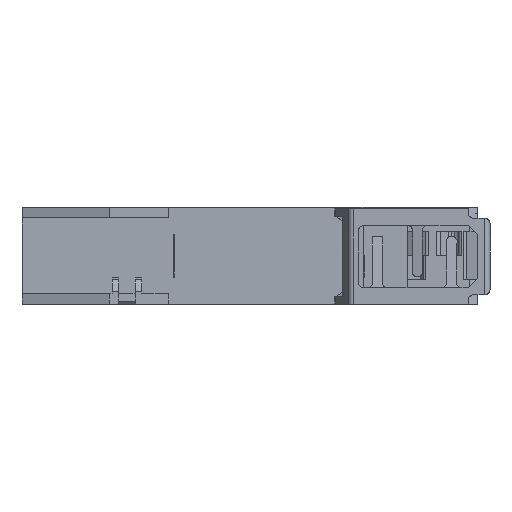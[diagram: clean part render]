
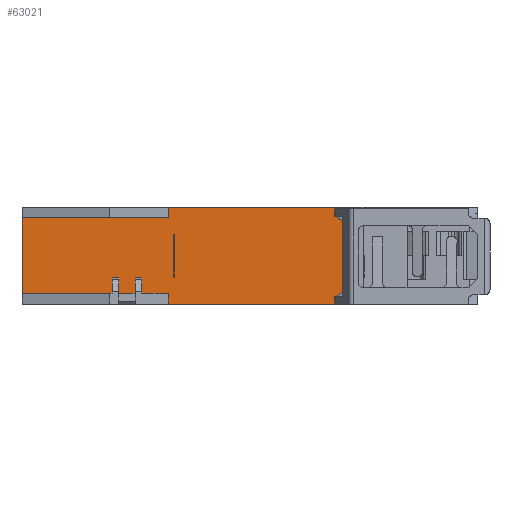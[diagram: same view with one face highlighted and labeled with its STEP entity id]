
A CAD part, front view. The second image highlights one B-rep face of the part: STEP entity #63021.
In plain terms, the highlighted planar face has unit normal (0, -1, 0).
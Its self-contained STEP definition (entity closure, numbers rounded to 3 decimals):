
#1395=LINE('',#86051,#8559);
#1724=LINE('',#87409,#8888);
#2299=LINE('',#88764,#9463);
#2962=LINE('',#91152,#10126);
#5805=LINE('',#111376,#12969);
#5807=LINE('',#111380,#12971);
#5808=LINE('',#111382,#12972);
#5809=LINE('',#111384,#12973);
#5810=LINE('',#111386,#12974);
#5811=LINE('',#111388,#12975);
#5812=LINE('',#111390,#12976);
#5813=LINE('',#111392,#12977);
#5814=LINE('',#111394,#12978);
#5815=LINE('',#111396,#12979);
#5816=LINE('',#111397,#12980);
#5817=LINE('',#111398,#12981);
#5818=LINE('',#111401,#12982);
#5819=LINE('',#111403,#12983);
#5820=LINE('',#111405,#12984);
#5821=LINE('',#111406,#12985);
#8559=VECTOR('',#69407,35.3);
#8888=VECTOR('',#70128,17.8);
#9463=VECTOR('',#71001,35.3);
#10126=VECTOR('',#72376,13.8);
#12969=VECTOR('',#79289,2.);
#12971=VECTOR('',#79293,16.45);
#12972=VECTOR('',#79294,2.858);
#12973=VECTOR('',#79295,1.2);
#12974=VECTOR('',#79296,2.858);
#12975=VECTOR('',#79297,3.);
#12976=VECTOR('',#79298,2.858);
#12977=VECTOR('',#79299,1.2);
#12978=VECTOR('',#79300,2.858);
#12979=VECTOR('',#79301,2.1);
#12980=VECTOR('',#79302,2.);
#12981=VECTOR('',#79303,23.95);
#12982=VECTOR('',#79304,0.2);
#12983=VECTOR('',#79305,7.8);
#12984=VECTOR('',#79306,0.2);
#12985=VECTOR('',#79307,7.8);
#16974=PLANE('',#67356);
#18179=FACE_BOUND('',#23572,.T.);
#20117=FACE_OUTER_BOUND('',#23571,.T.);
#23571=EDGE_LOOP('',(#53075,#53076,#53077,#53078,#53079,#53080,#53081,#53082,
#53083,#53084,#53085,#53086,#53087,#53088,#53089,#53090));
#23572=EDGE_LOOP('',(#53091,#53092,#53093,#53094));
#26965=VERTEX_POINT('',#86048);
#26966=VERTEX_POINT('',#86050);
#27282=VERTEX_POINT('',#87408);
#27895=VERTEX_POINT('',#88763);
#28501=VERTEX_POINT('',#91149);
#28502=VERTEX_POINT('',#91151);
#30795=VERTEX_POINT('',#111375);
#30796=VERTEX_POINT('',#111379);
#30797=VERTEX_POINT('',#111381);
#30798=VERTEX_POINT('',#111383);
#30799=VERTEX_POINT('',#111385);
#30800=VERTEX_POINT('',#111387);
#30801=VERTEX_POINT('',#111389);
#30802=VERTEX_POINT('',#111391);
#30803=VERTEX_POINT('',#111393);
#30804=VERTEX_POINT('',#111395);
#30805=VERTEX_POINT('',#111399);
#30806=VERTEX_POINT('',#111400);
#30807=VERTEX_POINT('',#111402);
#30808=VERTEX_POINT('',#111404);
#33015=EDGE_CURVE('',#26965,#26966,#1395,.T.);
#33440=EDGE_CURVE('',#27282,#26966,#1724,.T.);
#34120=EDGE_CURVE('',#27895,#27282,#2299,.T.);
#34955=EDGE_CURVE('',#28501,#28502,#2962,.T.);
#38674=EDGE_CURVE('',#26965,#30795,#5805,.T.);
#38676=EDGE_CURVE('',#28501,#30796,#5807,.T.);
#38677=EDGE_CURVE('',#30796,#30797,#5808,.T.);
#38678=EDGE_CURVE('',#30797,#30798,#5809,.T.);
#38679=EDGE_CURVE('',#30799,#30798,#5810,.T.);
#38680=EDGE_CURVE('',#30799,#30800,#5811,.T.);
#38681=EDGE_CURVE('',#30801,#30800,#5812,.T.);
#38682=EDGE_CURVE('',#30802,#30801,#5813,.T.);
#38683=EDGE_CURVE('',#30802,#30803,#5814,.T.);
#38684=EDGE_CURVE('',#30803,#30804,#5815,.T.);
#38685=EDGE_CURVE('',#30804,#27895,#5816,.T.);
#38686=EDGE_CURVE('',#28502,#30795,#5817,.T.);
#38687=EDGE_CURVE('',#30805,#30806,#5818,.T.);
#38688=EDGE_CURVE('',#30807,#30805,#5819,.T.);
#38689=EDGE_CURVE('',#30808,#30807,#5820,.T.);
#38690=EDGE_CURVE('',#30806,#30808,#5821,.T.);
#53075=ORIENTED_EDGE('',*,*,#34955,.F.);
#53076=ORIENTED_EDGE('',*,*,#38676,.T.);
#53077=ORIENTED_EDGE('',*,*,#38677,.T.);
#53078=ORIENTED_EDGE('',*,*,#38678,.T.);
#53079=ORIENTED_EDGE('',*,*,#38679,.F.);
#53080=ORIENTED_EDGE('',*,*,#38680,.T.);
#53081=ORIENTED_EDGE('',*,*,#38681,.F.);
#53082=ORIENTED_EDGE('',*,*,#38682,.F.);
#53083=ORIENTED_EDGE('',*,*,#38683,.T.);
#53084=ORIENTED_EDGE('',*,*,#38684,.T.);
#53085=ORIENTED_EDGE('',*,*,#38685,.T.);
#53086=ORIENTED_EDGE('',*,*,#34120,.T.);
#53087=ORIENTED_EDGE('',*,*,#33440,.T.);
#53088=ORIENTED_EDGE('',*,*,#33015,.F.);
#53089=ORIENTED_EDGE('',*,*,#38674,.T.);
#53090=ORIENTED_EDGE('',*,*,#38686,.F.);
#53091=ORIENTED_EDGE('',*,*,#38687,.F.);
#53092=ORIENTED_EDGE('',*,*,#38688,.F.);
#53093=ORIENTED_EDGE('',*,*,#38689,.F.);
#53094=ORIENTED_EDGE('',*,*,#38690,.F.);
#63021=ADVANCED_FACE('',(#20117,#18179),#16974,.T.);
#67356=AXIS2_PLACEMENT_3D('',#111378,#79291,#79292);
#69407=DIRECTION('',(1.,0.,0.));
#70128=DIRECTION('',(0.,0.,1.));
#71001=DIRECTION('',(1.,0.,0.));
#72376=DIRECTION('',(0.,0.,1.));
#79289=DIRECTION('',(0.,0.,-1.));
#79291=DIRECTION('center_axis',(0.,-1.,0.));
#79292=DIRECTION('ref_axis',(1.,0.,0.));
#79293=DIRECTION('',(1.,0.,0.));
#79294=DIRECTION('',(0.,0.,1.));
#79295=DIRECTION('',(1.,0.,0.));
#79296=DIRECTION('',(0.,0.,1.));
#79297=DIRECTION('',(1.,0.,0.));
#79298=DIRECTION('',(0.,0.,-1.));
#79299=DIRECTION('',(-1.,0.,0.));
#79300=DIRECTION('',(0.,0.,-1.));
#79301=DIRECTION('',(1.,0.,0.));
#79302=DIRECTION('',(0.,0.,-1.));
#79303=DIRECTION('',(1.,0.,0.));
#79304=DIRECTION('',(1.,0.,0.));
#79305=DIRECTION('',(0.,0.,-1.));
#79306=DIRECTION('',(-1.,0.,0.));
#79307=DIRECTION('',(0.,0.,1.));
#86048=CARTESIAN_POINT('',(-17.7,-64.,9.05));
#86050=CARTESIAN_POINT('',(17.6,-64.,9.05));
#86051=CARTESIAN_POINT('',(-17.7,-64.,9.05));
#87408=CARTESIAN_POINT('',(17.6,-64.,-8.75));
#87409=CARTESIAN_POINT('',(17.6,-64.,-8.75));
#88763=CARTESIAN_POINT('',(-17.7,-64.,-8.75));
#88764=CARTESIAN_POINT('',(-17.7,-64.,-8.75));
#91149=CARTESIAN_POINT('',(-41.65,-64.,-6.75));
#91151=CARTESIAN_POINT('',(-41.65,-64.,7.05));
#91152=CARTESIAN_POINT('',(-41.65,-64.,-6.75));
#111375=CARTESIAN_POINT('',(-17.7,-64.,7.05));
#111376=CARTESIAN_POINT('',(-17.7,-64.,9.05));
#111378=CARTESIAN_POINT('Origin',(-17.7,-64.,-8.75));
#111379=CARTESIAN_POINT('',(-25.2,-64.,-6.75));
#111380=CARTESIAN_POINT('',(-41.65,-64.,-6.75));
#111381=CARTESIAN_POINT('',(-25.2,-64.,-3.892));
#111382=CARTESIAN_POINT('',(-25.2,-64.,-6.75));
#111383=CARTESIAN_POINT('',(-24.,-64.,-3.892));
#111384=CARTESIAN_POINT('',(-25.2,-64.,-3.892));
#111385=CARTESIAN_POINT('',(-24.,-64.,-6.75));
#111386=CARTESIAN_POINT('',(-24.,-64.,-6.75));
#111387=CARTESIAN_POINT('',(-21.,-64.,-6.75));
#111388=CARTESIAN_POINT('',(-24.,-64.,-6.75));
#111389=CARTESIAN_POINT('',(-21.,-64.,-3.892));
#111390=CARTESIAN_POINT('',(-21.,-64.,-3.892));
#111391=CARTESIAN_POINT('',(-19.8,-64.,-3.892));
#111392=CARTESIAN_POINT('',(-19.8,-64.,-3.892));
#111393=CARTESIAN_POINT('',(-19.8,-64.,-6.75));
#111394=CARTESIAN_POINT('',(-19.8,-64.,-3.892));
#111395=CARTESIAN_POINT('',(-17.7,-64.,-6.75));
#111396=CARTESIAN_POINT('',(-19.8,-64.,-6.75));
#111397=CARTESIAN_POINT('',(-17.7,-64.,-6.75));
#111398=CARTESIAN_POINT('',(-41.65,-64.,7.05));
#111399=CARTESIAN_POINT('',(-14.05,-64.,-3.75));
#111400=CARTESIAN_POINT('',(-13.85,-64.,-3.75));
#111401=CARTESIAN_POINT('',(-14.05,-64.,-3.75));
#111402=CARTESIAN_POINT('',(-14.05,-64.,4.05));
#111403=CARTESIAN_POINT('',(-14.05,-64.,4.05));
#111404=CARTESIAN_POINT('',(-13.85,-64.,4.05));
#111405=CARTESIAN_POINT('',(-13.85,-64.,4.05));
#111406=CARTESIAN_POINT('',(-13.85,-64.,-3.75));
